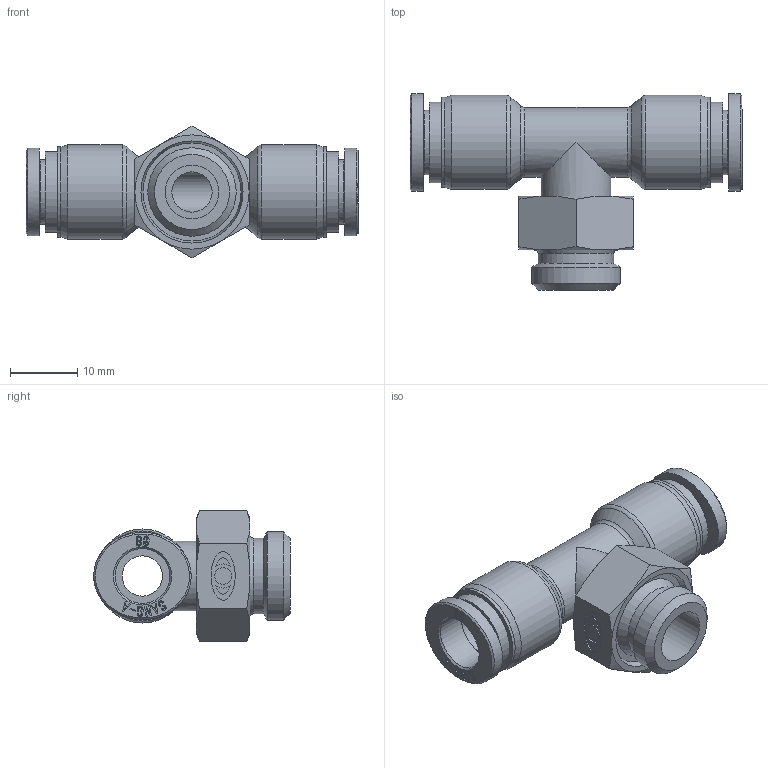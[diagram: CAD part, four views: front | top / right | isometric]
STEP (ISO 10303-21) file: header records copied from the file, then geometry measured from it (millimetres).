
FILE_DESCRIPTION((''),'2;1');
FILE_NAME('F-PT 08G02.stp','2020-11-24T18:43:07',('Administrator'),(''),'Autodesk Inventor 2013','Autodesk Inventor 2013','');
FILE_SCHEMA(('CONFIG_CONTROL_DESIGN'));
Length unit declared in the file: millimetre
Products named in the file (4): 조립품21; F-PT 0802 BODY; F-SLEEVE 08(SUS); F-BODY G02(SUS) 
Assembly tree (4 placements, depth 2):
  조립품21
    F-PT 0802 BODY
    F-SLEEVE 08(SUS)  x2
    F-BODY G02(SUS) 
Bounding box: 49.4 x 29.25 x 19.63 mm (x, y, z)
Volume: 5837 mm3; surface area: 5634.4 mm2
Topology: 4 solids, 4 shells, 460 faces, 1189 edges, 784 vertices
Faces by surface type: plane 224, bspline 186, cone 24, cylinder 22, torus 4
Full cylindrical faces by diameter (mm): 2.516 x1, 6 x2, 8 x1, 8.15 x2, 8.2 x2, 9.6 x2, 10.4 x2, 11.2 x1, 12 x2, 13.157 x1, 13.4 x2, 14 x2
Entity records: 8674 total; most frequent: CARTESIAN_POINT 2491, ORIENTED_EDGE 1370, DIRECTION 930, EDGE_CURVE 685, VERTEX_POINT 469, VECTOR 402, LINE 402, EDGE_LOOP 358
